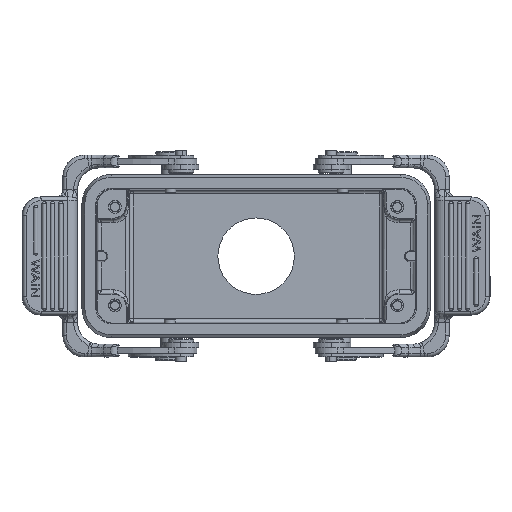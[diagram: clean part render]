
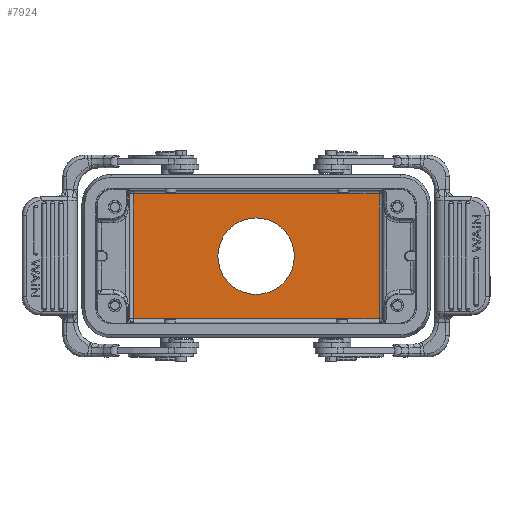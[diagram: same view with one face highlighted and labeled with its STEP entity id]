
A CAD part, top view. The second image highlights one B-rep face of the part: STEP entity #7924.
In plain terms, the highlighted planar face has unit normal (0, 0, 1).
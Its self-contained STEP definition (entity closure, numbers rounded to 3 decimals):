
#7924=ADVANCED_FACE('',(#11252,#11253),#9467,.F.);
#9467=PLANE('',#32892);
#10302=CIRCLE('',#32890,10.5);
#10303=CIRCLE('',#32891,10.5);
#11252=FACE_BOUND('',#11763,.T.);
#11253=FACE_BOUND('',#11764,.T.);
#11763=EDGE_LOOP('',(#14365,#14366,#14367,#14368));
#11764=EDGE_LOOP('',(#14369,#14370));
#14365=ORIENTED_EDGE('',*,*,#24660,.T.);
#14366=ORIENTED_EDGE('',*,*,#24669,.T.);
#14367=ORIENTED_EDGE('',*,*,#24670,.T.);
#14368=ORIENTED_EDGE('',*,*,#24668,.T.);
#14369=ORIENTED_EDGE('',*,*,#24671,.T.);
#14370=ORIENTED_EDGE('',*,*,#24672,.T.);
#21861=VERTEX_POINT('',#44239);
#21862=VERTEX_POINT('',#44241);
#21865=VERTEX_POINT('',#44251);
#21868=VERTEX_POINT('',#44259);
#21869=VERTEX_POINT('',#44262);
#21870=VERTEX_POINT('',#44263);
#24660=EDGE_CURVE('',#21862,#21861,#28512,.T.);
#24668=EDGE_CURVE('',#21865,#21862,#28514,.T.);
#24669=EDGE_CURVE('',#21861,#21868,#28515,.T.);
#24670=EDGE_CURVE('',#21868,#21865,#28516,.T.);
#24671=EDGE_CURVE('',#21869,#21870,#10302,.T.);
#24672=EDGE_CURVE('',#21870,#21869,#10303,.T.);
#28512=LINE('',#44240,#30700);
#28514=LINE('',#44256,#30702);
#28515=LINE('',#44258,#30703);
#28516=LINE('',#44260,#30704);
#30700=VECTOR('',#36003,1.);
#30702=VECTOR('',#36021,1.);
#30703=VECTOR('',#36024,1.);
#30704=VECTOR('',#36025,1.);
#32890=AXIS2_PLACEMENT_3D('',#44261,#36026,#36027);
#32891=AXIS2_PLACEMENT_3D('',#44264,#36028,#36029);
#32892=AXIS2_PLACEMENT_3D('',#44265,#36030,#36031);
#36003=DIRECTION('',(0.,1.,0.));
#36021=DIRECTION('',(1.,0.,0.));
#36024=DIRECTION('',(-1.,0.,0.));
#36025=DIRECTION('',(0.,-1.,0.));
#36026=DIRECTION('',(0.,0.,-1.));
#36027=DIRECTION('',(1.,0.,0.));
#36028=DIRECTION('',(0.,0.,-1.));
#36029=DIRECTION('',(-1.,0.,0.));
#36030=DIRECTION('',(0.,0.,-1.));
#36031=DIRECTION('',(0.,1.,0.));
#44239=CARTESIAN_POINT('',(33.75,17.142,-11.5));
#44240=CARTESIAN_POINT('',(33.75,-17.142,-11.5));
#44241=CARTESIAN_POINT('',(33.75,-17.142,-11.5));
#44251=CARTESIAN_POINT('',(-33.75,-17.142,-11.5));
#44256=CARTESIAN_POINT('',(-33.75,-17.142,-11.5));
#44258=CARTESIAN_POINT('',(33.75,17.142,-11.5));
#44259=CARTESIAN_POINT('',(-33.75,17.142,-11.5));
#44260=CARTESIAN_POINT('',(-33.75,17.142,-11.5));
#44261=CARTESIAN_POINT('',(0.,0.049,-11.5));
#44262=CARTESIAN_POINT('',(10.5,0.049,-11.5));
#44263=CARTESIAN_POINT('',(-10.5,0.049,-11.5));
#44264=CARTESIAN_POINT('',(0.,0.049,-11.5));
#44265=CARTESIAN_POINT('',(43.75,-18.5,-11.5));
